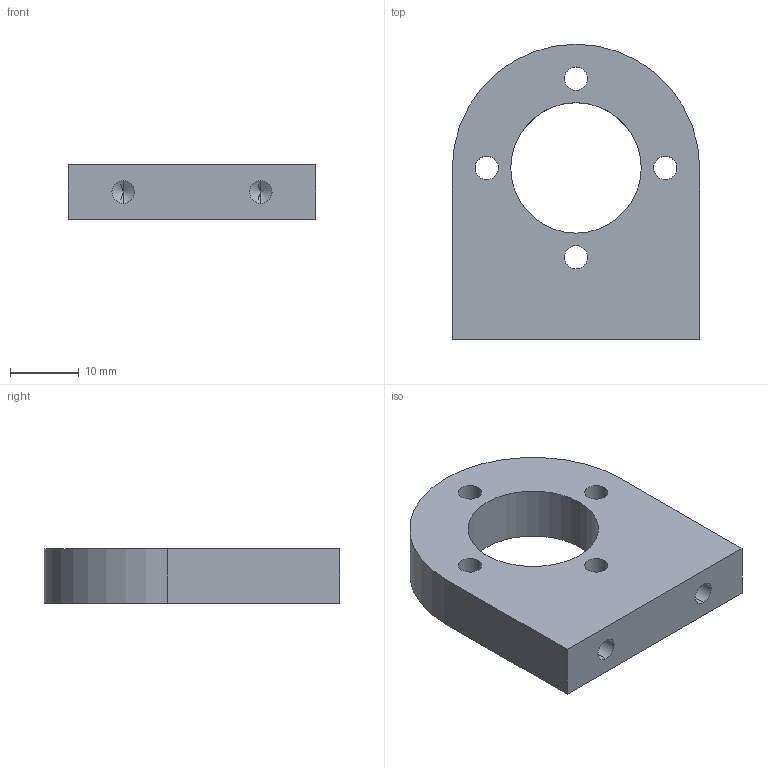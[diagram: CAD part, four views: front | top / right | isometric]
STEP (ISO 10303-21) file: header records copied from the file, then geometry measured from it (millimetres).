
FILE_DESCRIPTION (( 'STEP AP203' ), '1' );
FILE_NAME ('EXXON_USI_23_Aa.STEP', '2020-09-18T15:50:24', ( '' ), ( '' ), 'SwSTEP 2.0', 'SolidWorks 2020', '' );
FILE_SCHEMA (( 'CONFIG_CONTROL_DESIGN' ));
Length unit declared in the file: millimetre
Products named in the file (1): EXXON_USI_23_Aa
Bounding box: 36 x 43 x 8 mm (x, y, z)
Volume: 8452.7 mm3; surface area: 4353.9 mm2
Topology: 1 solids, 1 shells, 32 faces, 78 edges, 46 vertices
Faces by surface type: cylinder 15, cone 12, plane 5
Entity records: 1013 total; most frequent: DIRECTION 178, CARTESIAN_POINT 153, ORIENTED_EDGE 148, EDGE_CURVE 74, AXIS2_PLACEMENT_3D 71, VERTEX_POINT 46, EDGE_LOOP 44, CIRCLE 38
